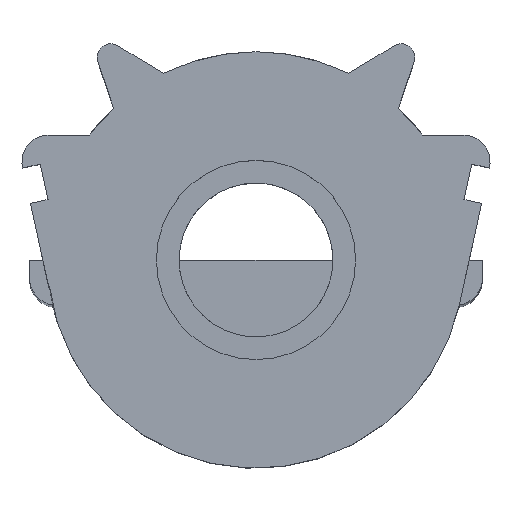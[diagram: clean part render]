
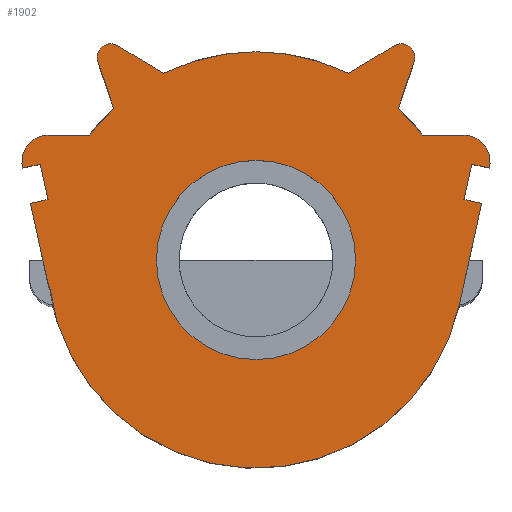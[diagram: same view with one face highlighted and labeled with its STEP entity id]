
A CAD part, top view. The second image highlights one B-rep face of the part: STEP entity #1902.
In plain terms, the highlighted planar face has unit normal (0, 0, 1).
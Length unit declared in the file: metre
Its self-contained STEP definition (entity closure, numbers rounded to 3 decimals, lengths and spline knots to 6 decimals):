
#57=CIRCLE('',#2034,0.023);
#58=CIRCLE('',#2040,0.011);
#59=CIRCLE('',#2041,0.003);
#60=CIRCLE('',#2042,0.0015);
#61=CIRCLE('',#2043,0.023);
#62=CIRCLE('',#2044,0.0015);
#63=CIRCLE('',#2045,0.003);
#294=ORIENTED_EDGE('',*,*,#822,.F.);
#295=ORIENTED_EDGE('',*,*,#823,.T.);
#296=ORIENTED_EDGE('',*,*,#824,.T.);
#297=ORIENTED_EDGE('',*,*,#825,.T.);
#298=ORIENTED_EDGE('',*,*,#826,.T.);
#299=ORIENTED_EDGE('',*,*,#812,.T.);
#300=ORIENTED_EDGE('',*,*,#816,.F.);
#301=ORIENTED_EDGE('',*,*,#827,.F.);
#302=ORIENTED_EDGE('',*,*,#828,.F.);
#303=ORIENTED_EDGE('',*,*,#829,.F.);
#304=ORIENTED_EDGE('',*,*,#830,.T.);
#305=ORIENTED_EDGE('',*,*,#831,.F.);
#306=ORIENTED_EDGE('',*,*,#832,.T.);
#307=ORIENTED_EDGE('',*,*,#833,.T.);
#308=ORIENTED_EDGE('',*,*,#834,.T.);
#309=ORIENTED_EDGE('',*,*,#835,.T.);
#310=ORIENTED_EDGE('',*,*,#836,.T.);
#311=ORIENTED_EDGE('',*,*,#837,.F.);
#312=ORIENTED_EDGE('',*,*,#838,.T.);
#313=ORIENTED_EDGE('',*,*,#839,.F.);
#314=ORIENTED_EDGE('',*,*,#840,.F.);
#315=ORIENTED_EDGE('',*,*,#841,.T.);
#316=ORIENTED_EDGE('',*,*,#842,.T.);
#317=ORIENTED_EDGE('',*,*,#843,.F.);
#812=EDGE_CURVE('',#1069,#1068,#57,.T.);
#816=EDGE_CURVE('',#1070,#1068,#1260,.T.);
#822=EDGE_CURVE('',#1073,#1073,#58,.T.);
#823=EDGE_CURVE('',#1074,#1075,#1266,.T.);
#824=EDGE_CURVE('',#1075,#1076,#1267,.T.);
#825=EDGE_CURVE('',#1076,#1077,#1268,.T.);
#826=EDGE_CURVE('',#1077,#1069,#1269,.T.);
#827=EDGE_CURVE('',#1078,#1070,#1270,.T.);
#828=EDGE_CURVE('',#1079,#1078,#1271,.T.);
#829=EDGE_CURVE('',#1080,#1079,#1272,.T.);
#830=EDGE_CURVE('',#1080,#1081,#59,.T.);
#831=EDGE_CURVE('',#1082,#1081,#1273,.T.);
#832=EDGE_CURVE('',#1082,#1083,#1274,.T.);
#833=EDGE_CURVE('',#1083,#1084,#1275,.T.);
#834=EDGE_CURVE('',#1084,#1085,#60,.T.);
#835=EDGE_CURVE('',#1085,#1086,#1276,.T.);
#836=EDGE_CURVE('',#1086,#1087,#61,.T.);
#837=EDGE_CURVE('',#1088,#1087,#1277,.T.);
#838=EDGE_CURVE('',#1088,#1089,#62,.T.);
#839=EDGE_CURVE('',#1090,#1089,#1278,.T.);
#840=EDGE_CURVE('',#1091,#1090,#1279,.T.);
#841=EDGE_CURVE('',#1091,#1092,#1280,.T.);
#842=EDGE_CURVE('',#1092,#1093,#63,.T.);
#843=EDGE_CURVE('',#1074,#1093,#1281,.T.);
#1068=VERTEX_POINT('',#2976);
#1069=VERTEX_POINT('',#2978);
#1070=VERTEX_POINT('',#2983);
#1073=VERTEX_POINT('',#2997);
#1074=VERTEX_POINT('',#2999);
#1075=VERTEX_POINT('',#3000);
#1076=VERTEX_POINT('',#3002);
#1077=VERTEX_POINT('',#3004);
#1078=VERTEX_POINT('',#3007);
#1079=VERTEX_POINT('',#3009);
#1080=VERTEX_POINT('',#3011);
#1081=VERTEX_POINT('',#3013);
#1082=VERTEX_POINT('',#3015);
#1083=VERTEX_POINT('',#3017);
#1084=VERTEX_POINT('',#3019);
#1085=VERTEX_POINT('',#3021);
#1086=VERTEX_POINT('',#3023);
#1087=VERTEX_POINT('',#3025);
#1088=VERTEX_POINT('',#3027);
#1089=VERTEX_POINT('',#3029);
#1090=VERTEX_POINT('',#3031);
#1091=VERTEX_POINT('',#3033);
#1092=VERTEX_POINT('',#3035);
#1093=VERTEX_POINT('',#3037);
#1260=LINE('',#2984,#1493);
#1266=LINE('',#2998,#1499);
#1267=LINE('',#3001,#1500);
#1268=LINE('',#3003,#1501);
#1269=LINE('',#3005,#1502);
#1270=LINE('',#3006,#1503);
#1271=LINE('',#3008,#1504);
#1272=LINE('',#3010,#1505);
#1273=LINE('',#3014,#1506);
#1274=LINE('',#3016,#1507);
#1275=LINE('',#3018,#1508);
#1276=LINE('',#3022,#1509);
#1277=LINE('',#3026,#1510);
#1278=LINE('',#3030,#1511);
#1279=LINE('',#3032,#1512);
#1280=LINE('',#3034,#1513);
#1281=LINE('',#3038,#1514);
#1493=VECTOR('',#2371,1.);
#1499=VECTOR('',#2387,1.);
#1500=VECTOR('',#2388,1.);
#1501=VECTOR('',#2389,1.);
#1502=VECTOR('',#2390,1.);
#1503=VECTOR('',#2391,1.);
#1504=VECTOR('',#2392,1.);
#1505=VECTOR('',#2393,1.);
#1506=VECTOR('',#2396,1.);
#1507=VECTOR('',#2397,1.);
#1508=VECTOR('',#2398,1.);
#1509=VECTOR('',#2401,1.);
#1510=VECTOR('',#2404,1.);
#1511=VECTOR('',#2407,1.);
#1512=VECTOR('',#2408,1.);
#1513=VECTOR('',#2409,1.);
#1514=VECTOR('',#2412,1.);
#1614=EDGE_LOOP('',(#294));
#1615=EDGE_LOOP('',(#295,#296,#297,#298,#299,#300,#301,#302,#303,#304,#305,
#306,#307,#308,#309,#310,#311,#312,#313,#314,#315,#316,#317));
#1719=FACE_BOUND('',#1614,.T.);
#1720=FACE_BOUND('',#1615,.T.);
#1819=PLANE('',#2039);
#1902=ADVANCED_FACE('',(#1719,#1720),#1819,.T.);
#2034=AXIS2_PLACEMENT_3D('',#2977,#2364,#2365);
#2039=AXIS2_PLACEMENT_3D('',#2995,#2383,#2384);
#2040=AXIS2_PLACEMENT_3D('',#2996,#2385,#2386);
#2041=AXIS2_PLACEMENT_3D('',#3012,#2394,#2395);
#2042=AXIS2_PLACEMENT_3D('',#3020,#2399,#2400);
#2043=AXIS2_PLACEMENT_3D('',#3024,#2402,#2403);
#2044=AXIS2_PLACEMENT_3D('',#3028,#2405,#2406);
#2045=AXIS2_PLACEMENT_3D('',#3036,#2410,#2411);
#2364=DIRECTION('',(0.,0.,1.));
#2365=DIRECTION('',(1.,0.,0.));
#2371=DIRECTION('',(-0.215,-0.977,0.));
#2383=DIRECTION('',(0.,0.,1.));
#2384=DIRECTION('',(1.,0.,0.));
#2385=DIRECTION('',(0.,0.,1.));
#2386=DIRECTION('',(1.,0.,0.));
#2387=DIRECTION('',(0.215,-0.977,0.));
#2388=DIRECTION('',(-0.977,-0.215,0.));
#2389=DIRECTION('',(0.215,-0.977,0.));
#2390=DIRECTION('',(0.977,0.215,0.));
#2391=DIRECTION('',(0.977,-0.215,0.));
#2392=DIRECTION('',(-0.215,-0.977,0.));
#2393=DIRECTION('',(-0.977,0.215,0.));
#2394=DIRECTION('',(0.,0.,1.));
#2395=DIRECTION('',(1.,0.,0.));
#2396=DIRECTION('',(1.,0.,0.));
#2397=DIRECTION('',(-0.667,0.745,0.));
#2398=DIRECTION('',(0.322,0.947,0.));
#2399=DIRECTION('',(0.,0.,1.));
#2400=DIRECTION('',(1.,0.,0.));
#2401=DIRECTION('',(-0.857,-0.515,0.));
#2402=DIRECTION('',(0.,0.,1.));
#2403=DIRECTION('',(1.,0.,0.));
#2404=DIRECTION('',(0.857,-0.515,0.));
#2405=DIRECTION('',(0.,0.,1.));
#2406=DIRECTION('',(1.,0.,0.));
#2407=DIRECTION('',(-0.322,0.947,0.));
#2408=DIRECTION('',(0.667,0.745,0.));
#2409=DIRECTION('',(-1.,0.,0.));
#2410=DIRECTION('',(0.,0.,1.));
#2411=DIRECTION('',(1.,0.,0.));
#2412=DIRECTION('',(-0.977,-0.215,0.));
#2976=CARTESIAN_POINT('',(0.022464,-0.009936,0.013));
#2977=CARTESIAN_POINT('',(0.,-0.005,0.013));
#2978=CARTESIAN_POINT('',(-0.022808,-0.007964,0.013));
#2983=CARTESIAN_POINT('',(0.024922,0.001249,0.013));
#2984=CARTESIAN_POINT('',(0.023693,-0.004343,0.013));
#2995=CARTESIAN_POINT('',(0.,0.,0.013));
#2996=CARTESIAN_POINT('',(0.,-0.005,0.013));
#2997=CARTESIAN_POINT('',(0.011,-0.005,0.013));
#2998=CARTESIAN_POINT('',(-0.023398,0.003632,0.013));
#2999=CARTESIAN_POINT('',(-0.023827,0.005585,0.013));
#3000=CARTESIAN_POINT('',(-0.022969,0.001679,0.013));
#3001=CARTESIAN_POINT('',(-0.022969,0.001679,0.013));
#3002=CARTESIAN_POINT('',(-0.024922,0.001249,0.013));
#3003=CARTESIAN_POINT('',(-0.024337,-0.001413,0.013));
#3004=CARTESIAN_POINT('',(-0.022893,-0.007983,0.013));
#3005=CARTESIAN_POINT('',(-0.022851,-0.007974,0.013));
#3006=CARTESIAN_POINT('',(0.023945,0.001464,0.013));
#3007=CARTESIAN_POINT('',(0.022969,0.001679,0.013));
#3008=CARTESIAN_POINT('',(0.023398,0.003632,0.013));
#3009=CARTESIAN_POINT('',(0.023827,0.005585,0.013));
#3010=CARTESIAN_POINT('',(0.024804,0.005371,0.013));
#3011=CARTESIAN_POINT('',(0.02578,0.005156,0.013));
#3012=CARTESIAN_POINT('',(0.02285,0.0058,0.013));
#3013=CARTESIAN_POINT('',(0.02285,0.0088,0.013));
#3014=CARTESIAN_POINT('',(0.021576,0.0088,0.013));
#3015=CARTESIAN_POINT('',(0.0184,0.0088,0.013));
#3016=CARTESIAN_POINT('',(0.017065,0.01029,0.013));
#3017=CARTESIAN_POINT('',(0.015731,0.011779,0.013));
#3018=CARTESIAN_POINT('',(0.01699,0.015489,0.013));
#3019=CARTESIAN_POINT('',(0.017467,0.016891,0.013));
#3020=CARTESIAN_POINT('',(0.016046,0.017374,0.013));
#3021=CARTESIAN_POINT('',(0.015274,0.01866,0.013));
#3022=CARTESIAN_POINT('',(0.013499,0.017594,0.013));
#3023=CARTESIAN_POINT('',(0.010202,0.015614,0.013));
#3024=CARTESIAN_POINT('',(0.,-0.005,0.013));
#3025=CARTESIAN_POINT('',(-0.010202,0.015614,0.013));
#3026=CARTESIAN_POINT('',(-0.013499,0.017594,0.013));
#3027=CARTESIAN_POINT('',(-0.015274,0.01866,0.013));
#3028=CARTESIAN_POINT('',(-0.016046,0.017374,0.013));
#3029=CARTESIAN_POINT('',(-0.017467,0.016891,0.013));
#3030=CARTESIAN_POINT('',(-0.01699,0.015489,0.013));
#3031=CARTESIAN_POINT('',(-0.015731,0.011779,0.013));
#3032=CARTESIAN_POINT('',(-0.017065,0.01029,0.013));
#3033=CARTESIAN_POINT('',(-0.0184,0.0088,0.013));
#3034=CARTESIAN_POINT('',(-0.019351,0.0088,0.013));
#3035=CARTESIAN_POINT('',(-0.02285,0.0088,0.013));
#3036=CARTESIAN_POINT('',(-0.02285,0.0058,0.013));
#3037=CARTESIAN_POINT('',(-0.02578,0.005156,0.013));
#3038=CARTESIAN_POINT('',(-0.023827,0.005585,0.013));
